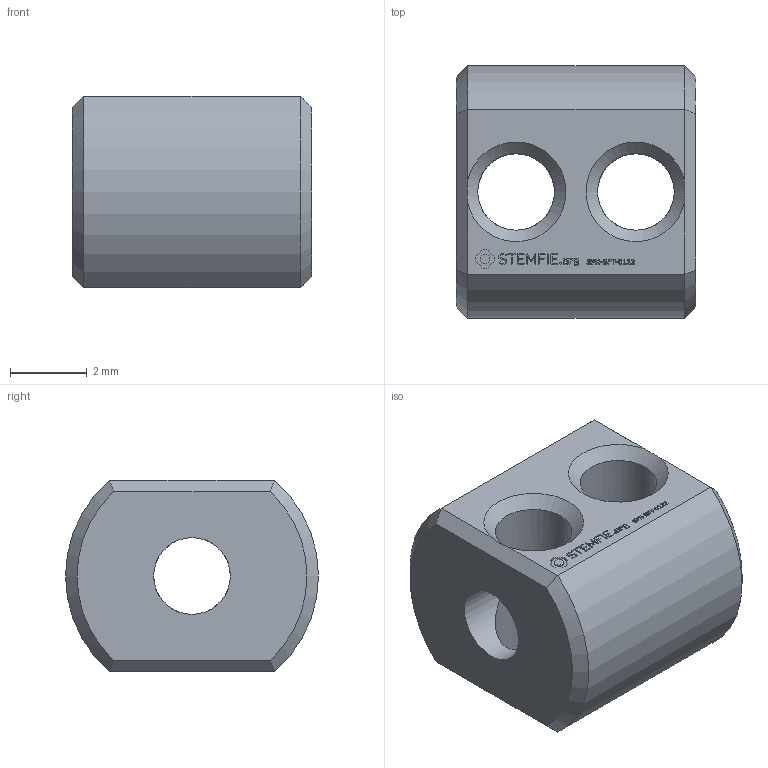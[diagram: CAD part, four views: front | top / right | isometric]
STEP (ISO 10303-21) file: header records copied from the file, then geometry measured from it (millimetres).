
FILE_DESCRIPTION(('FreeCAD Model'),'2;1');
FILE_NAME('Open CASCADE Shape Model','2024-06-17T23:54:19',(''),(''), 'Open CASCADE STEP processor 7.6','FreeCAD','Unknown');
FILE_SCHEMA(('AUTOMOTIVE_DESIGN { 1 0 10303 214 1 1 1 1 }'));
Length unit declared in the file: millimetre
Products named in the file (1): Shaft IDX BU00.50 - SPN-SFT-0122 (stemfie.org)
Bounding box: 6.25 x 6.6 x 5 mm (x, y, z)
Volume: 140.9 mm3; surface area: 224.8 mm2
Topology: 1 solids, 1 shells, 474 faces, 1337 edges, 886 vertices
Faces by surface type: plane 317, extrusion 140, cylinder 9, cone 8
Full cylindrical faces by diameter (mm): 2 x7
Entity records: 15345 total; most frequent: CARTESIAN_POINT 3538, ORIENTED_EDGE 2674, DIRECTION 1917, EDGE_CURVE 1337, VECTOR 1147, LINE 1007, VERTEX_POINT 886, FACE_BOUND 505
